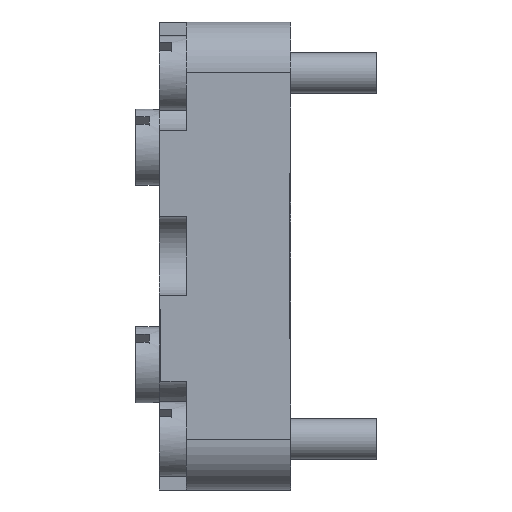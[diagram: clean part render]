
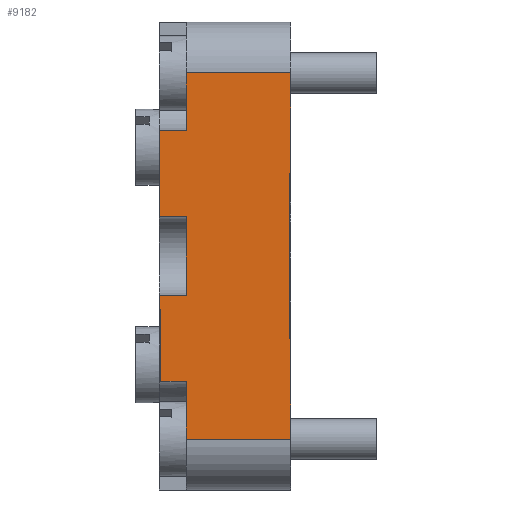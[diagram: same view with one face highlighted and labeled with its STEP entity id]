
A CAD part, left-side view. The second image highlights one B-rep face of the part: STEP entity #9182.
In plain terms, the highlighted free-form (B-spline) face has degree [1, 1] with [2, 2] control points.
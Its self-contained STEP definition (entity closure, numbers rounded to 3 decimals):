
#8589=CARTESIAN_POINT('V100',(-25.75,7.7,
   -13.5));
#8590=VERTEX_POINT('V100',#8589);
#8613=CARTESIAN_POINT('V101',(-25.75,0.,
   -13.5));
#8614=VERTEX_POINT('V101',#8613);
#8628=CARTESIAN_POINT('E128',(-25.75,0.,
   -13.5));
#8629=CARTESIAN_POINT('E128',(-25.75,7.7,
   -13.5));
#8630=B_SPLINE_CURVE_WITH_KNOTS('E128',1,(#8628,#8629),
   .POLYLINE_FORM.,.F.,.U.,(2,2),(0.0,0.794),
   .UNSPECIFIED.);
#8631=EDGE_CURVE('E128',#8614,#8590,#8630,.T.);
#8641=CARTESIAN_POINT('V96',(-25.75,9.7,
   -3.95));
#8642=VERTEX_POINT('V96',#8641);
#8643=CARTESIAN_POINT('V97',(-25.75,9.6,
   -3.95));
#8644=VERTEX_POINT('V97',#8643);
#8645=CARTESIAN_POINT('E124',(-25.75,9.7,
   -3.95));
#8646=CARTESIAN_POINT('E124',(-25.75,9.6,
   -3.95));
#8647=QUASI_UNIFORM_CURVE('E124',1,(#8645,#8646),.POLYLINE_FORM.,.F.,
   .U.);
#8648=EDGE_CURVE('E124',#8642,#8644,#8647,.T.);
#8677=CARTESIAN_POINT('V94',(-25.75,7.7,
   -2.9));
#8678=VERTEX_POINT('V94',#8677);
#8679=CARTESIAN_POINT('V93',(-25.75,7.7,
   2.9));
#8680=VERTEX_POINT('V93',#8679);
#8696=CARTESIAN_POINT('E121',(-25.75,7.7,
   2.9));
#8697=CARTESIAN_POINT('E121',(-25.75,7.7,
   -2.9));
#8698=QUASI_UNIFORM_CURVE('E121',1,(#8696,#8697),.POLYLINE_FORM.,.F.,
   .U.);
#8699=EDGE_CURVE('E121',#8680,#8678,#8698,.T.);
#8722=CARTESIAN_POINT('V95',(-25.75,9.7,
   -2.9));
#8723=VERTEX_POINT('V95',#8722);
#8724=CARTESIAN_POINT('E122',(-25.75,7.7,
   -2.9));
#8725=CARTESIAN_POINT('E122',(-25.75,9.7,
   -2.9));
#8726=QUASI_UNIFORM_CURVE('E122',1,(#8724,#8725),.POLYLINE_FORM.,.F.,
   .U.);
#8727=EDGE_CURVE('E122',#8678,#8723,#8726,.T.);
#8730=CARTESIAN_POINT('V92',(-25.75,9.7,
   2.9));
#8731=VERTEX_POINT('V92',#8730);
#8732=CARTESIAN_POINT('E120',(-25.75,9.7,
   2.9));
#8733=CARTESIAN_POINT('E120',(-25.75,7.7,
   2.9));
#8734=QUASI_UNIFORM_CURVE('E120',1,(#8732,#8733),.POLYLINE_FORM.,.F.,
   .U.);
#8735=EDGE_CURVE('E120',#8731,#8680,#8734,.T.);
#8990=CARTESIAN_POINT('V89',(-25.75,7.7,
   13.5));
#8991=VERTEX_POINT('V89',#8990);
#8992=CARTESIAN_POINT('V90',(-25.75,7.7,
   9.25));
#8993=VERTEX_POINT('V90',#8992);
#8994=CARTESIAN_POINT('E117',(-25.75,7.7,
   13.5));
#8995=CARTESIAN_POINT('E117',(-25.75,7.7,
   9.25));
#8996=QUASI_UNIFORM_CURVE('E117',1,(#8994,#8995),.POLYLINE_FORM.,.F.,
   .U.);
#8997=EDGE_CURVE('E117',#8991,#8993,#8996,.T.);
#9069=CARTESIAN_POINT('V88',(-25.75,0.,
   13.5));
#9070=VERTEX_POINT('V88',#9069);
#9071=CARTESIAN_POINT('E116',(-25.75,0.,
   13.5));
#9072=CARTESIAN_POINT('E116',(-25.75,7.7,
   13.5));
#9073=B_SPLINE_CURVE_WITH_KNOTS('E116',1,(#9071,#9072),
   .POLYLINE_FORM.,.F.,.U.,(2,2),(0.0,0.794),
   .UNSPECIFIED.);
#9074=EDGE_CURVE('E116',#9070,#8991,#9073,.T.);
#9099=CARTESIAN_POINT('F34',(-25.75,9.7,
   13.5));
#9100=CARTESIAN_POINT('F34',(-25.75,9.7,
   -13.5));
#9101=CARTESIAN_POINT('F34',(-25.75,0.,
   13.5));
#9102=CARTESIAN_POINT('F34',(-25.75,0.,
   -13.5));
#9103=B_SPLINE_SURFACE_WITH_KNOTS('F34',1,1,((#9099,#9101),(#9100,
   #9102)),.PLANE_SURF.,.F.,.F.,.U.,(2,2),(2,2),(0.0,
   2.784),(0.0,1.0),.UNSPECIFIED.);
#9104=CARTESIAN_POINT('V85',(-25.75,0.1,
   -6.1));
#9105=VERTEX_POINT('V85',#9104);
#9106=CARTESIAN_POINT('V86',(-25.75,0.1,
   6.1));
#9107=VERTEX_POINT('V86',#9106);
#9108=CARTESIAN_POINT('E113',(-25.75,0.1,
   -6.1));
#9109=CARTESIAN_POINT('E113',(-25.75,0.1,
   6.1));
#9110=B_SPLINE_CURVE_WITH_KNOTS('E113',1,(#9108,#9109),
   .POLYLINE_FORM.,.F.,.U.,(2,2),(0.0,122.0),.UNSPECIFIED.);
#9111=EDGE_CURVE('E113',#9105,#9107,#9110,.T.);
#9112=ORIENTED_EDGE('E113',*,*,#9111,.T.);
#9113=CARTESIAN_POINT('V87',(-25.75,0.,
   6.1));
#9114=VERTEX_POINT('V87',#9113);
#9115=CARTESIAN_POINT('E114',(-25.75,0.1,
   6.1));
#9116=CARTESIAN_POINT('E114',(-25.75,0.,
   6.1));
#9117=QUASI_UNIFORM_CURVE('E114',1,(#9115,#9116),.POLYLINE_FORM.,.F.,
   .U.);
#9118=EDGE_CURVE('E114',#9107,#9114,#9117,.T.);
#9119=ORIENTED_EDGE('E114',*,*,#9118,.T.);
#9120=CARTESIAN_POINT('E115',(-25.75,0.,
   13.5));
#9121=CARTESIAN_POINT('E115',(-25.75,0.,
   6.1));
#9122=B_SPLINE_CURVE_WITH_KNOTS('E115',1,(#9120,#9121),
   .POLYLINE_FORM.,.F.,.U.,(2,2),(0.0,0.274),
   .UNSPECIFIED.);
#9123=EDGE_CURVE('E115',#9070,#9114,#9122,.T.);
#9124=ORIENTED_EDGE('E115',*,*,#9123,.F.);
#9125=ORIENTED_EDGE('E116',*,*,#9074,.T.);
#9126=ORIENTED_EDGE('E117',*,*,#8997,.T.);
#9127=CARTESIAN_POINT('V91',(-25.75,9.7,
   9.25));
#9128=VERTEX_POINT('V91',#9127);
#9129=CARTESIAN_POINT('E118',(-25.75,7.7,
   9.25));
#9130=CARTESIAN_POINT('E118',(-25.75,9.7,
   9.25));
#9131=QUASI_UNIFORM_CURVE('E118',1,(#9129,#9130),.POLYLINE_FORM.,.F.,
   .U.);
#9132=EDGE_CURVE('E118',#8993,#9128,#9131,.T.);
#9133=ORIENTED_EDGE('E118',*,*,#9132,.T.);
#9134=CARTESIAN_POINT('E119',(-25.75,9.7,
   2.9));
#9135=CARTESIAN_POINT('E119',(-25.75,9.7,
   9.25));
#9136=B_SPLINE_CURVE_WITH_KNOTS('E119',1,(#9134,#9135),
   .POLYLINE_FORM.,.F.,.U.,(2,2),(0.607,
   0.843),.UNSPECIFIED.);
#9137=EDGE_CURVE('E119',#8731,#9128,#9136,.T.);
#9138=ORIENTED_EDGE('E119',*,*,#9137,.F.);
#9139=ORIENTED_EDGE('E120',*,*,#8735,.T.);
#9140=ORIENTED_EDGE('F114',*,*,#8699,.T.);
#9141=ORIENTED_EDGE('E122',*,*,#8727,.T.);
#9142=CARTESIAN_POINT('E123',(-25.75,9.7,
   -3.95));
#9143=CARTESIAN_POINT('E123',(-25.75,9.7,
   -2.9));
#9144=B_SPLINE_CURVE_WITH_KNOTS('E123',1,(#9142,#9143),
   .POLYLINE_FORM.,.F.,.U.,(2,2),(0.354,
   0.393),.UNSPECIFIED.);
#9145=EDGE_CURVE('E123',#8642,#8723,#9144,.T.);
#9146=ORIENTED_EDGE('E123',*,*,#9145,.F.);
#9147=ORIENTED_EDGE('E124',*,*,#8648,.T.);
#9148=CARTESIAN_POINT('V98',(-25.75,9.6,
   -9.25));
#9149=VERTEX_POINT('V98',#9148);
#9150=CARTESIAN_POINT('E125',(-25.75,9.6,
   -3.95));
#9151=CARTESIAN_POINT('E125',(-25.75,9.6,
   -9.25));
#9152=B_SPLINE_CURVE_WITH_KNOTS('E125',1,(#9150,#9151),
   .POLYLINE_FORM.,.F.,.U.,(2,2),(2.,55.0),
   .UNSPECIFIED.);
#9153=EDGE_CURVE('E125',#8644,#9149,#9152,.T.);
#9154=ORIENTED_EDGE('E125',*,*,#9153,.T.);
#9155=CARTESIAN_POINT('V99',(-25.75,7.7,
   -9.25));
#9156=VERTEX_POINT('V99',#9155);
#9157=CARTESIAN_POINT('E126',(-25.75,9.6,
   -9.25));
#9158=CARTESIAN_POINT('E126',(-25.75,7.7,
   -9.25));
#9159=B_SPLINE_CURVE_WITH_KNOTS('E126',1,(#9157,#9158),
   .POLYLINE_FORM.,.F.,.U.,(2,2),(0.05,1.0),
   .UNSPECIFIED.);
#9160=EDGE_CURVE('E126',#9149,#9156,#9159,.T.);
#9161=ORIENTED_EDGE('E126',*,*,#9160,.T.);
#9162=CARTESIAN_POINT('E127',(-25.75,7.7,
   -9.25));
#9163=CARTESIAN_POINT('E127',(-25.75,7.7,
   -13.5));
#9164=QUASI_UNIFORM_CURVE('E127',1,(#9162,#9163),.POLYLINE_FORM.,.F.,
   .U.);
#9165=EDGE_CURVE('E127',#9156,#8590,#9164,.T.);
#9166=ORIENTED_EDGE('E127',*,*,#9165,.T.);
#9167=ORIENTED_EDGE('F110',*,*,#8631,.F.);
#9168=CARTESIAN_POINT('V102',(-25.75,0.,
   -6.1));
#9169=VERTEX_POINT('V102',#9168);
#9170=CARTESIAN_POINT('E129',(-25.75,0.,
   -6.1));
#9171=CARTESIAN_POINT('E129',(-25.75,0.,
   -13.5));
#9172=B_SPLINE_CURVE_WITH_KNOTS('E129',1,(#9170,#9171),
   .POLYLINE_FORM.,.F.,.U.,(2,2),(0.726,1.0),
   .UNSPECIFIED.);
#9173=EDGE_CURVE('E129',#9169,#8614,#9172,.T.);
#9174=ORIENTED_EDGE('E129',*,*,#9173,.F.);
#9175=CARTESIAN_POINT('E130',(-25.75,0.,
   -6.1));
#9176=CARTESIAN_POINT('E130',(-25.75,0.1,
   -6.1));
#9177=QUASI_UNIFORM_CURVE('E130',1,(#9175,#9176),.POLYLINE_FORM.,.F.,
   .U.);
#9178=EDGE_CURVE('E130',#9169,#9105,#9177,.T.);
#9179=ORIENTED_EDGE('E130',*,*,#9178,.T.);
#9180=EDGE_LOOP('F34',(#9112,#9119,#9124,#9125,#9126,#9133,#9138,
   #9139,#9140,#9141,#9146,#9147,#9154,#9161,#9166,#9167,#9174,#9179)
   );
#9181=FACE_OUTER_BOUND('F34',#9180,.T.);
#9182=ADVANCED_FACE('F34',(#9181),#9103,.T.);
